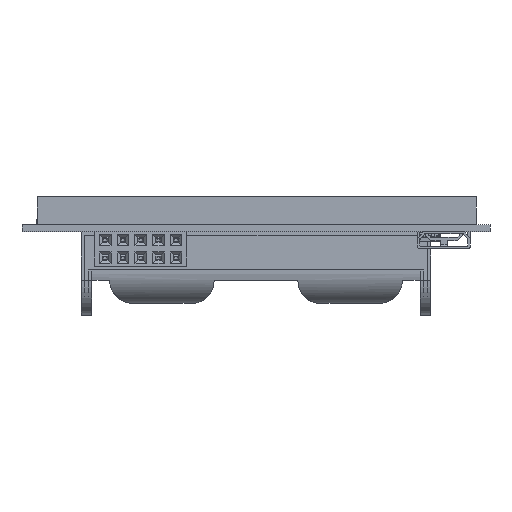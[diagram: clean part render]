
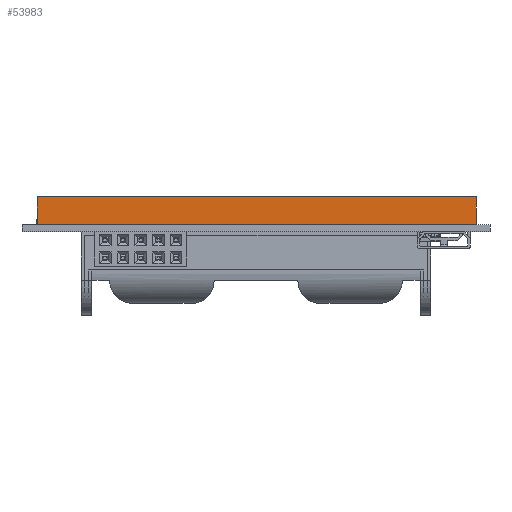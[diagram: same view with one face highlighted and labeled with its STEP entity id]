
A CAD part, left-side view. The second image highlights one B-rep face of the part: STEP entity #53983.
In plain terms, the highlighted planar face has unit normal (-1, 0, 0).
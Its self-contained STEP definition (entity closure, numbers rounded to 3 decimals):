
#53957 = VERTEX_POINT('',#53958);
#53958 = CARTESIAN_POINT('',(-45.545,27.787,0.));
#53966 = VERTEX_POINT('',#53967);
#53967 = CARTESIAN_POINT('',(-45.545,27.787,-4.));
#53973 = EDGE_CURVE('',#53957,#53966,#53974,.T.);
#53974 = LINE('',#53975,#53976);
#53975 = CARTESIAN_POINT('',(-45.545,27.787,0.));
#53976 = VECTOR('',#53977,1.);
#53977 = DIRECTION('',(0.,0.,-1.));
#53983 = ADVANCED_FACE('',(#53984),#54009,.T.);
#53984 = FACE_BOUND('',#53985,.T.);
#53985 = EDGE_LOOP('',(#53986,#53994,#53995,#54003));
#53986 = ORIENTED_EDGE('',*,*,#53987,.T.);
#53987 = EDGE_CURVE('',#53988,#53957,#53990,.T.);
#53988 = VERTEX_POINT('',#53989);
#53989 = CARTESIAN_POINT('',(-45.545,-35.013,0.));
#53990 = LINE('',#53991,#53992);
#53991 = CARTESIAN_POINT('',(-45.545,-35.013,0.));
#53992 = VECTOR('',#53993,1.);
#53993 = DIRECTION('',(0.,1.,0.));
#53994 = ORIENTED_EDGE('',*,*,#53973,.T.);
#53995 = ORIENTED_EDGE('',*,*,#53996,.F.);
#53996 = EDGE_CURVE('',#53997,#53966,#53999,.T.);
#53997 = VERTEX_POINT('',#53998);
#53998 = CARTESIAN_POINT('',(-45.545,-35.013,-4.));
#53999 = LINE('',#54000,#54001);
#54000 = CARTESIAN_POINT('',(-45.545,-35.013,-4.));
#54001 = VECTOR('',#54002,1.);
#54002 = DIRECTION('',(0.,1.,0.));
#54003 = ORIENTED_EDGE('',*,*,#54004,.F.);
#54004 = EDGE_CURVE('',#53988,#53997,#54005,.T.);
#54005 = LINE('',#54006,#54007);
#54006 = CARTESIAN_POINT('',(-45.545,-35.013,0.));
#54007 = VECTOR('',#54008,1.);
#54008 = DIRECTION('',(0.,0.,-1.));
#54009 = PLANE('',#54010);
#54010 = AXIS2_PLACEMENT_3D('',#54011,#54012,#54013);
#54011 = CARTESIAN_POINT('',(-45.545,-35.013,0.));
#54012 = DIRECTION('',(-1.,0.,0.));
#54013 = DIRECTION('',(0.,1.,0.));
